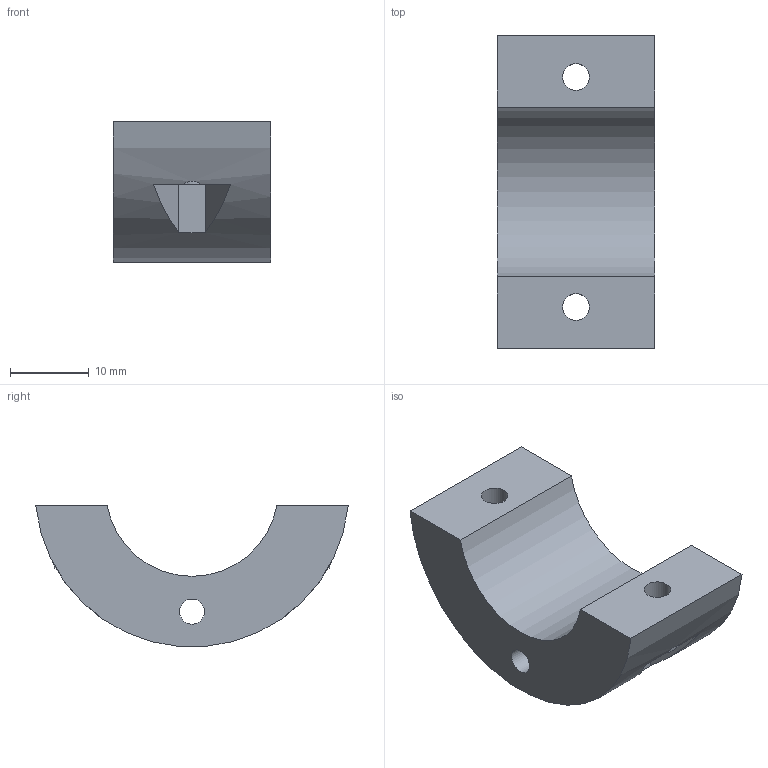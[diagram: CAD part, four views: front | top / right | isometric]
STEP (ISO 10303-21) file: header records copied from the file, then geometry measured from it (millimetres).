
FILE_DESCRIPTION(/* description */ (''),/* implementation_level */ '2;1');
FILE_NAME(/* name */ 'Motor_mount.step',/* time_stamp */ '2024-07-02T21:28:09+02:00',/* author */ (''),/* organization */ (''),/* preprocessor_version */ 'ST-DEVELOPER v20',/* originating_system */ 'Autodesk Translation Framework v13.14.0.145',/* authorisation */ '');
FILE_SCHEMA (('AUTOMOTIVE_DESIGN { 1 0 10303 214 3 1 1 }'));
Length unit declared in the file: millimetre
Products named in the file (1): Motor_mount
Bounding box: 20 x 39.8 x 17.93 mm (x, y, z)
Volume: 7514.9 mm3; surface area: 3366 mm2
Topology: 1 solids, 1 shells, 19 faces, 45 edges, 30 vertices
Faces by surface type: plane 12, cylinder 7
Full cylindrical faces by diameter (mm): 3.2 x1, 3.4 x2
Entity records: 630 total; most frequent: CARTESIAN_POINT 122, DIRECTION 99, ORIENTED_EDGE 90, EDGE_CURVE 45, AXIS2_PLACEMENT_3D 36, VERTEX_POINT 30, EDGE_LOOP 27, LINE 27
